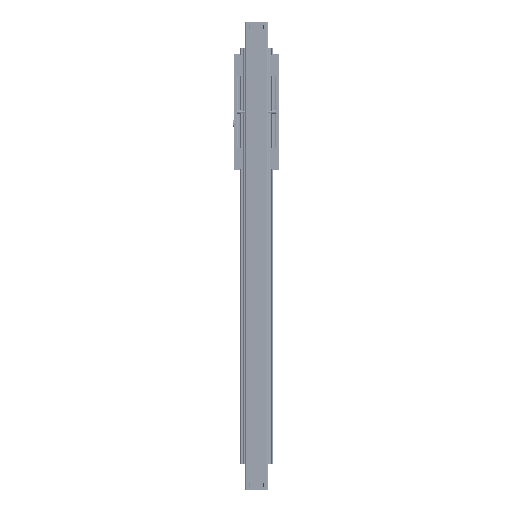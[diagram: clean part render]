
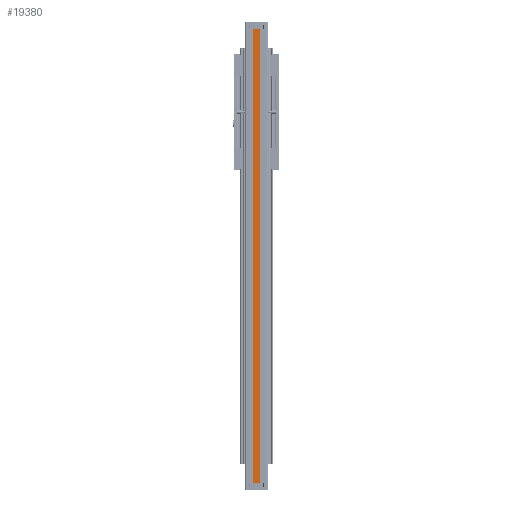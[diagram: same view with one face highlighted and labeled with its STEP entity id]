
A CAD part, front view. The second image highlights one B-rep face of the part: STEP entity #19380.
In plain terms, the highlighted planar face has unit normal (0, -1, 0).
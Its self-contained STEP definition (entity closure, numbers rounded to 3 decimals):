
#2661 = CARTESIAN_POINT ( 'NONE',  ( -13.75, -40., -787. ) ) ;
#3381 = VERTEX_POINT ( 'NONE', #2661 ) ;
#5918 = LINE ( 'NONE', #32714, #69063 ) ;
#7207 = ORIENTED_EDGE ( 'NONE', *, *, #73443, .F. ) ;
#10618 = DIRECTION ( 'NONE',  ( -1., 0., 0. ) ) ;
#11515 = DIRECTION ( 'NONE',  ( 0., 0., 1. ) ) ;
#11627 = LINE ( 'NONE', #40190, #27360 ) ;
#11674 = ORIENTED_EDGE ( 'NONE', *, *, #52162, .T. ) ;
#18554 = DIRECTION ( 'NONE',  ( 0., 0., 1. ) ) ;
#19380 = ADVANCED_FACE ( 'NONE', ( #49944 ), #35598, .F. ) ;
#19949 = LINE ( 'NONE', #48522, #27938 ) ;
#27360 = VECTOR ( 'NONE', #18554, 1000. ) ;
#27571 = CARTESIAN_POINT ( 'NONE',  ( 13.75, -40., 787. ) ) ;
#27746 = CARTESIAN_POINT ( 'NONE',  ( -13.75, -40., 787. ) ) ;
#27864 = CARTESIAN_POINT ( 'NONE',  ( -13.75, -40., 3500. ) ) ;
#27938 = VECTOR ( 'NONE', #40218, 1000. ) ;
#28303 = DIRECTION ( 'NONE',  ( 0., 0., 1. ) ) ;
#32714 = CARTESIAN_POINT ( 'NONE',  ( 13.75, -40., 3500. ) ) ;
#35598 = PLANE ( 'NONE',  #85938 ) ;
#37036 = EDGE_CURVE ( 'NONE', #76624, #86503, #19949, .T. ) ;
#38014 = CARTESIAN_POINT ( 'NONE',  ( 13.75, -40., -787. ) ) ;
#38709 = LINE ( 'NONE', #81188, #86188 ) ;
#40190 = CARTESIAN_POINT ( 'NONE',  ( -13.75, -40., 3500. ) ) ;
#40218 = DIRECTION ( 'NONE',  ( 1., 0., 0. ) ) ;
#41918 = EDGE_CURVE ( 'NONE', #80151, #3381, #38709, .T. ) ;
#48522 = CARTESIAN_POINT ( 'NONE',  ( -40., -40., 787. ) ) ;
#49944 = FACE_OUTER_BOUND ( 'NONE', #65518, .T. ) ;
#52162 = EDGE_CURVE ( 'NONE', #80151, #86503, #5918, .T. ) ;
#63494 = ORIENTED_EDGE ( 'NONE', *, *, #37036, .F. ) ;
#63811 = DIRECTION ( 'NONE',  ( 0., 1., 0. ) ) ;
#65518 = EDGE_LOOP ( 'NONE', ( #7207, #67066, #11674, #63494 ) ) ;
#67066 = ORIENTED_EDGE ( 'NONE', *, *, #41918, .F. ) ;
#69063 = VECTOR ( 'NONE', #11515, 1000. ) ;
#73443 = EDGE_CURVE ( 'NONE', #3381, #76624, #11627, .T. ) ;
#76624 = VERTEX_POINT ( 'NONE', #27746 ) ;
#80151 = VERTEX_POINT ( 'NONE', #38014 ) ;
#81188 = CARTESIAN_POINT ( 'NONE',  ( -40., -40., -787. ) ) ;
#85938 = AXIS2_PLACEMENT_3D ( 'NONE', #27864, #63811, #28303 ) ;
#86188 = VECTOR ( 'NONE', #10618, 1000. ) ;
#86503 = VERTEX_POINT ( 'NONE', #27571 ) ;
